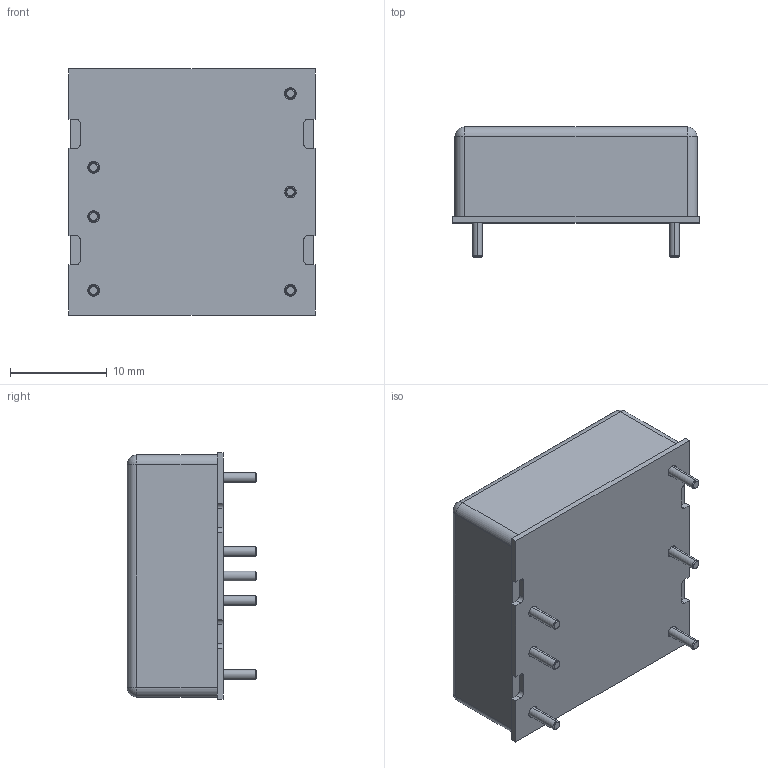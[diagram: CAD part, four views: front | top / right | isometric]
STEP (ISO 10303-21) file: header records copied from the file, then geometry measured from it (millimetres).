
FILE_DESCRIPTION (( 'STEP AP214' ), '1' );
FILE_NAME ('CCG152403S.STEP', '2021-08-16T08:19:36', ( '' ), ( '' ), 'SwSTEP 2.0', 'SolidWorks 2017', '' );
FILE_SCHEMA (( 'AUTOMOTIVE_DESIGN' ));
Length unit declared in the file: millimetre
Products named in the file (1): CCG152403S
Bounding box: 25.4 x 13.4 x 25.4 mm (x, y, z)
Volume: 6177.6 mm3; surface area: 2312.3 mm2
Topology: 1 solids, 1 shells, 102 faces, 246 edges, 154 vertices
Faces by surface type: plane 46, cylinder 40, cone 12, sphere 4
Entity records: 3316 total; most frequent: DIRECTION 550, CARTESIAN_POINT 499, ORIENTED_EDGE 484, EDGE_CURVE 242, AXIS2_PLACEMENT_3D 205, VERTEX_POINT 154, VECTOR 140, LINE 140
